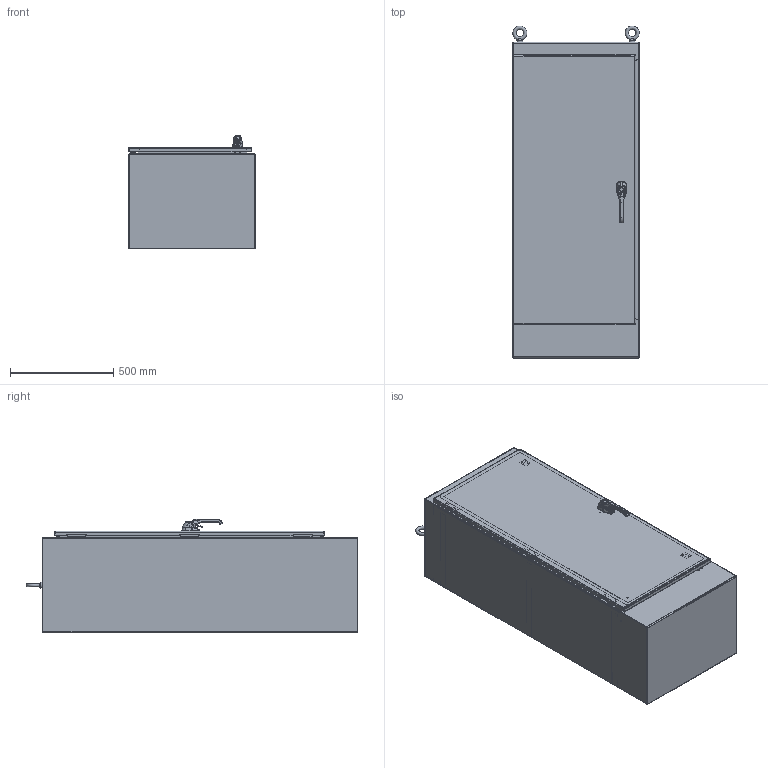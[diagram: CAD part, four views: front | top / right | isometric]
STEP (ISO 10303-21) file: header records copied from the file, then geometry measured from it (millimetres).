
FILE_DESCRIPTION(/* description */ ('BLR,NEMA4,FS,1D,REMOVABLE HINGE,60X24X18'),/* implementation_level */ '2;1');
FILE_NAME(/* name */ 'WRD602418FS4.stp',/* time_stamp */ '2016-06-15T14:51:48+05:00',/* author */ ('vdas'),/* organization */ (''),/* preprocessor_version */ 'ST-DEVELOPER v16.1',/* originating_system */ 'Autodesk Inventor 2016',/* authorisation */ '');
FILE_SCHEMA (('AUTOMOTIVE_DESIGN { 1 0 10303 214 3 1 1 }'));
Products named in the file (41): WRD602418FS4BLR; WRD2418FS4TOP; WRD2418FS4BTM; WRD6024FS4DR; 30624; 38846; UNISTRUT_16.75; 1091-903_AF0_1; 1091-903_AF0_2; 1091-903_AF0; PLASTIC-ROLLER-CAM_AF1; 7379-M6-8X25_AF0; LOCK-NUT_AF0; PLASTIC-ROLLER-CAM_AF0_ASM; SUPPORT-ROLL_AF0; 1091-BR11_AF0; HFW31712; 37028; 3021WIE; HFW3762; 31215; 3862; LARGE_DOOR_ROD_ASSM-37028; HFW3121; HFW31233; HFW3681; CHUTE_BOLT_GUIDE_ASSM; WRD6024FS4FIP; HFW328202; HFW328201HR; HFW328201KN; HFW328201PIN; HFW328201PSPR; HFW328201PASM; HFW372218; HFW390108; 349132; HFW3025; 316298; HFW32450 ...
Assembly tree (78 placements, depth 5):
  WRD602418FS4
    WRD602418FS4BLR
    WRD2418FS4TOP
    WRD2418FS4BTM
    WRD6024FS4DR
    30624  x2
    38846  x2
    UNISTRUT_16.75  x7
    HFW32450
    LARGE_DOOR_ROD_ASSM-37028
      HFW31712
        1091-903_AF0
          1091-903_AF0_1
          1091-903_AF0_2
        PLASTIC-ROLLER-CAM_AF0_ASM
          PLASTIC-ROLLER-CAM_AF1
          7379-M6-8X25_AF0
          LOCK-NUT_AF0
        SUPPORT-ROLL_AF0
        1091-BR11_AF0
      37028  x2
      3021WIE  x2
      HFW3762  x4
      31215  x2
      3862  x2
    CHUTE_BOLT_GUIDE_ASSM  x2
      HFW3121
      HFW31233
      HFW3681
    WRD6024FS4FIP
    HFW328202  x3
    HFW328201HR  x3
    HFW328201KN  x3
    HFW328201PASM  x3
      HFW328201PIN
      HFW328201PSPR
    HFW372218  x6
    HFW390108  x6
    349132  x2
    HFW3025  x2
    316298  x2
Bounding box: 612.83 x 1606.46 x 549.04 mm (x, y, z)
Volume: 12789836.4 mm3; surface area: 9593384.3 mm2
Topology: 76 solids, 1557 shells, 3319 faces, 11324 edges, 9629 vertices
Faces by surface type: plane 1322, cylinder 1133, torus 328, cone 229, bspline 216, sphere 91
Full cylindrical faces by diameter (mm): 3.2 x3, 3.9 x1, 4.2 x2, 4.5 x2, 4.978 x6, 5 x3, 5.08 x4, 5.69 x4, 5.842 x6, 6 x1, 6.128 x2, 6.172 x2, 6.337 x6, 6.345 x3, 6.35 x82, 6.41 x2, 7.023 x16, 7.112 x3, 7.144 x8, 7.938 x2, 8 x1, 8.2 x1, 8.56 x2, 9.525 x2, 10.16 x4, 10.246 x6, 12.7 x2, 13 x1, 13.2 x1, 14.287 x2
Entity records: 148600 total; most frequent: CARTESIAN_POINT 71287, DIRECTION 14495, ORIENTED_EDGE 10301, EDGE_CURVE 8514, VERTEX_POINT 7923, AXIS2_PLACEMENT_3D 5348, LINE 3799, VECTOR 3799
